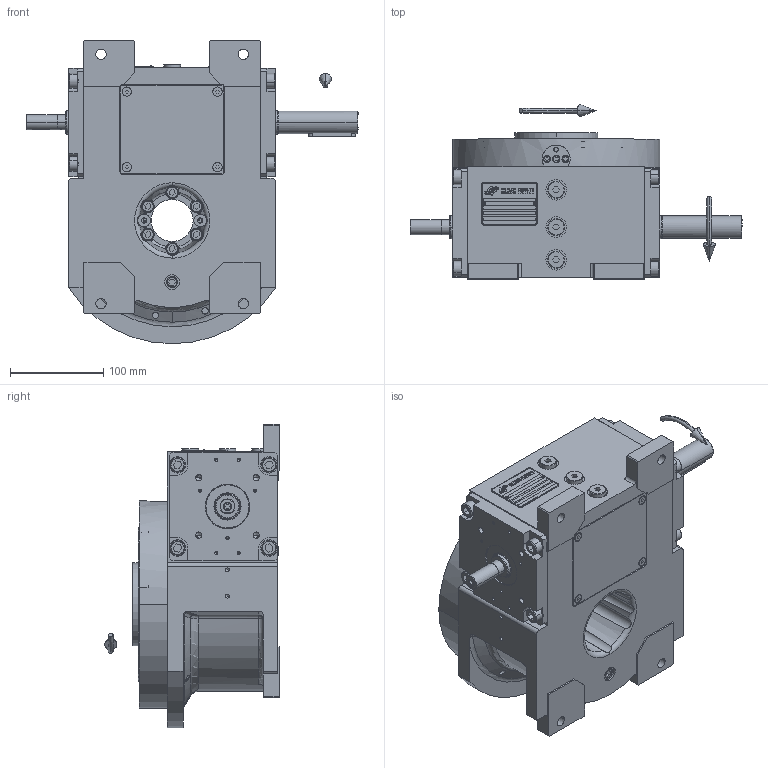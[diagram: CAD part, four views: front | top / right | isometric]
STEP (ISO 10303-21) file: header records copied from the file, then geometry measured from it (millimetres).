
FILE_DESCRIPTION (( 'STEP AP203' ), '1' );
FILE_NAME ('PC5003121.step', '2025-10-16T15:51:35', ( '' ), ( '' ), 'SwSTEP 2.0', 'SolidWorks 2020', '' );
FILE_SCHEMA (( 'CONFIG_CONTROL_DESIGN' ));
Length unit declared in the file: millimetre
Products named in the file (79): cfn2000_01_124; cfn2000_01_103; rig06_017; CFN2000_01_185.stp; cfn2003_01_054; rig06_007_master; AS_cfn2476_01_002_60x46; rig06_001_a; CFN2010_02_002.stp; cfn2276_01_074; cfn2128_04_004; rig06_002_bl_001; cfn2155_01_056; cfn2107_01_001; cfn2151_01_109; AS_rig06_004; cfn2077_01_018; AS_rig06_071_8_m; PC5003121; cfn2000_01_161; cfn2000_01_126; freccia_angolare_albero; CFN2010_01_012.stp; rig06_003_8; RIG06_005_ASM.stp; cfn2151_01_090; CFN2223_01-570X6-B.stp; RIG06_021_AF0.stp; AS_rig06_004_s_001; cfn2070_05_005; CFN2104_02_017.stp; freccia_angolare; AS_rig06_002_bl_001; cfn2115_01_005; cfn2158_01_011; rig06_071_08_m_asm.stp; rig06_016; rig06_004; CFN2356_03_047.stp; olio_agip_blasia_150 ...
Assembly tree (71 placements, depth 5):
  rig06_007_master
  cfn2276_01_074
  cfn2151_01_109
  cfn2077_01_018
  PC5003121
    rig06_001_a
    AS_cfn2476_01_002_60x46
      cfn2476_01_002_60x46
      cfn2107_01_001
      cfn2107_01_001
    AS_rig06_071_8_m
      rig06_071_08_m_asm.stp
        RIG06_005_ASM.stp
          RIG06_021_AF0.stp
          CFN2000_01_185.stp
          CFN2000_01_185.stp
          CFN2104_02_017.stp
        CFN2010_02_002.stp
      rig06_005_n_01
      rig06_003_8
      cfn2104_01_016  x2
      cfn2000_01_124
      cfn2000_01_124  x6
      cfn2000_01_124
      cfn2000_01_124
      cfn2000_01_124
      cfn2155_01_303
    AS_rig06_017
      rig06_017
      cfn2158_01_011
      cfn2000_01_126
      cfn2000_01_126
      cfn2000_01_126
      cfn2000_01_126
      cfn2000_01_126
      cfn2000_01_126
    AS_rig06_004_s_001
      rig06_004_s_001
      cfn2070_05_005
      cfn2000_01_103
      cfn2000_01_103
      cfn2000_01_103
      cfn2000_01_103
      cfn2155_01_056
    AS_rig06_004
      rig06_004
      cfn2070_05_005
      cfn2000_01_103
      cfn2000_01_103
      cfn2000_01_103
      cfn2000_01_103
      cfn2155_01_056
    AS_rig06_002_bl_001
      rig06_002_bl_001
      cfn2115_01_005
    cfn2128_04_004
    cfn2128_04_004
    cfn2128_04_004
    cfn2128_19_002
    AS_rig06_016
Bounding box: 355.5 x 187 x 325 mm (x, y, z)
Volume: 2320567.6 mm3; surface area: 756206.8 mm2
Topology: 62 solids, 62 shells, 1999 faces, 4959 edges, 3182 vertices
Faces by surface type: plane 1021, cylinder 637, cone 311, torus 18, bspline 6, sphere 6
Entity records: 68685 total; most frequent: CARTESIAN_POINT 15117, DIRECTION 9540, ORIENTED_EDGE 9198, EDGE_CURVE 4599, AXIS2_PLACEMENT_3D 3285, VERTEX_POINT 3001, VECTOR 2970, LINE 2970
